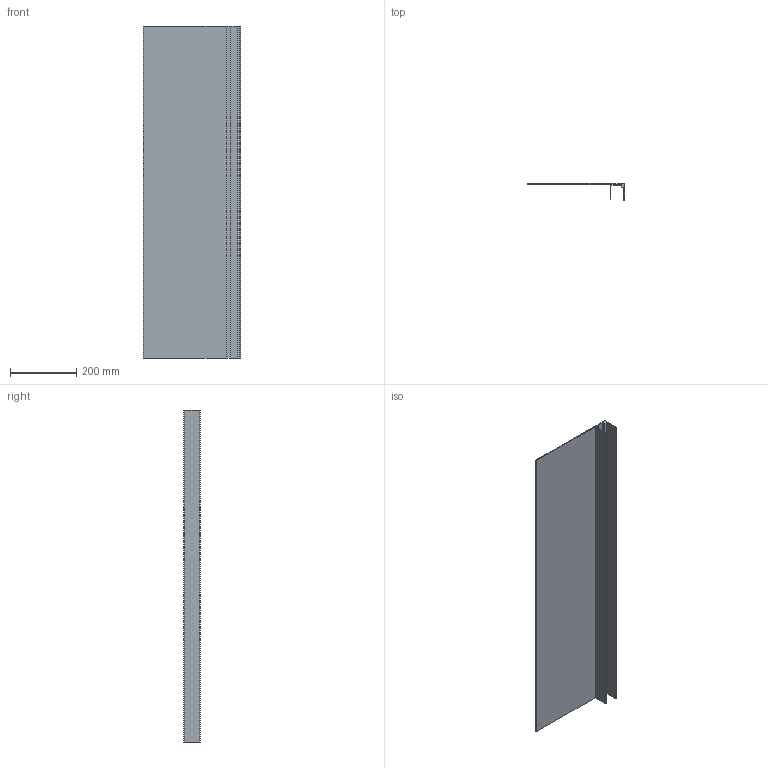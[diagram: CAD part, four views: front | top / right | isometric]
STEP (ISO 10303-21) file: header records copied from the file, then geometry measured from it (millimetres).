
FILE_DESCRIPTION((''),'2;1');
FILE_NAME('BKB3002_ASM','2022-12-05T10:46:31',('hollstem'),(''),'CREO PARAMETRIC BY PTC INC, 2022024','CREO PARAMETRIC BY PTC INC, 2022024','');
FILE_SCHEMA(('AUTOMOTIVE_DESIGN { 1 0 10303 214 1 1 1 1 }'));
Length unit declared in the file: millimetre
Products named in the file (6): 1BKB3002; T-01491; T-01513_ASM; T-01048; T-01046_ASM; BKB3002_ASM
Assembly tree (5 placements, depth 3):
  BKB3002_ASM
    1BKB3002
    T-01513_ASM
      T-01491
    T-01046_ASM
      T-01048
Bounding box: 293 x 50.1 x 999 mm (x, y, z)
Volume: 1136316.3 mm3; surface area: 820137.6 mm2
Topology: 3 solids, 3 shells, 29 faces, 69 edges, 46 vertices
Faces by surface type: plane 29
Entity records: 4800 total; most frequent: DIRECTION 449, PROPERTY_DEFINITION 407, REPRESENTATION 404, PROPERTY_DEFINITION_REPRESENTATION 404, CARTESIAN_POINT 371, GENERAL_PROPERTY 346, GENERAL_PROPERTY_ASSOCIATION 346, DESCRIPTIVE_REPRESENTATION_ITEM 344
